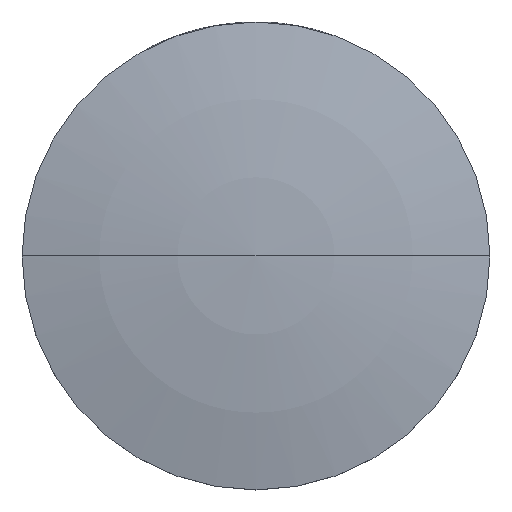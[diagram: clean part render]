
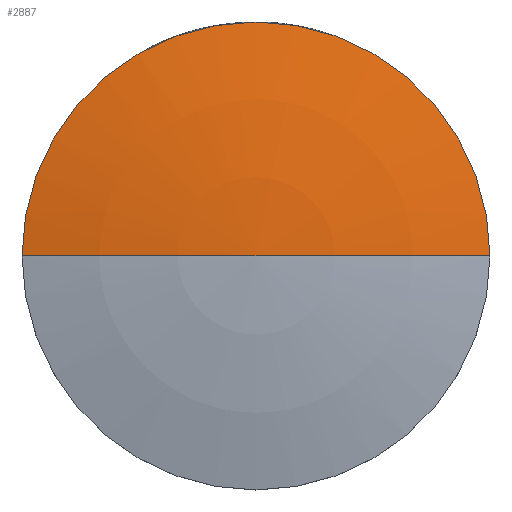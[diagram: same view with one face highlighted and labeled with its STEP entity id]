
A CAD part, top view. The second image highlights one B-rep face of the part: STEP entity #2887.
In plain terms, the highlighted toroidal (fillet/blend) face has major radius 0.001 mm and minor radius 57.51 mm.
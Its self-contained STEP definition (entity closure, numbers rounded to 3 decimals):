
#32 = DIRECTION ( 'NONE',  ( 0., 0., -1. ) ) ;
#260 = DIRECTION ( 'NONE',  ( 1., 0., 0. ) ) ;
#363 = AXIS2_PLACEMENT_3D ( 'NONE', #365, #1062, #1798 ) ;
#365 = CARTESIAN_POINT ( 'NONE',  ( 0., 0., -55.8 ) ) ;
#385 = EDGE_CURVE ( 'NONE', #1642, #1366, #2359, .T. ) ;
#417 = EDGE_CURVE ( 'NONE', #1366, #927, #776, .T. ) ;
#480 = DIRECTION ( 'NONE',  ( 0., 1., 0. ) ) ;
#648 = CIRCLE ( 'NONE', #1529, 57.51 ) ;
#650 = FACE_OUTER_BOUND ( 'NONE', #1449, .T. ) ;
#776 = CIRCLE ( 'NONE', #2033, 57.51 ) ;
#848 = ORIENTED_EDGE ( 'NONE', *, *, #2138, .F. ) ;
#927 = VERTEX_POINT ( 'NONE', #2214 ) ;
#984 = ORIENTED_EDGE ( 'NONE', *, *, #417, .T. ) ;
#1062 = DIRECTION ( 'NONE',  ( 0., 0., 1. ) ) ;
#1366 = VERTEX_POINT ( 'NONE', #1793 ) ;
#1433 = DIRECTION ( 'NONE',  ( 0., -1., 0. ) ) ;
#1449 = EDGE_LOOP ( 'NONE', ( #2409, #984, #848 ) ) ;
#1491 = CARTESIAN_POINT ( 'NONE',  ( 0., 0., 0.29 ) ) ;
#1529 = AXIS2_PLACEMENT_3D ( 'NONE', #1677, #1433, #32 ) ;
#1563 = DIRECTION ( 'NONE',  ( 0., 0., 1. ) ) ;
#1642 = VERTEX_POINT ( 'NONE', #2614 ) ;
#1677 = CARTESIAN_POINT ( 'NONE',  ( -0.001, 0., -55.8 ) ) ;
#1793 = CARTESIAN_POINT ( 'NONE',  ( -12.7, 0., 0.29 ) ) ;
#1798 = DIRECTION ( 'NONE',  ( 1., 0., 0. ) ) ;
#2033 = AXIS2_PLACEMENT_3D ( 'NONE', #2100, #480, #2844 ) ;
#2100 = CARTESIAN_POINT ( 'NONE',  ( 0.001, 0., -55.8 ) ) ;
#2138 = EDGE_CURVE ( 'NONE', #1642, #927, #648, .T. ) ;
#2214 = CARTESIAN_POINT ( 'NONE',  ( 0., 0., 1.71 ) ) ;
#2343 = AXIS2_PLACEMENT_3D ( 'NONE', #1491, #1563, #260 ) ;
#2359 = CIRCLE ( 'NONE', #2343, 12.7 ) ;
#2409 = ORIENTED_EDGE ( 'NONE', *, *, #385, .T. ) ;
#2614 = CARTESIAN_POINT ( 'NONE',  ( 12.7, 0., 0.29 ) ) ;
#2776 = TOROIDAL_SURFACE ( 'NONE', #363, -0.001, 57.51 ) ;
#2844 = DIRECTION ( 'NONE',  ( -1., 0., 0. ) ) ;
#2887 = ADVANCED_FACE ( 'NONE', ( #650 ), #2776, .T. ) ;
